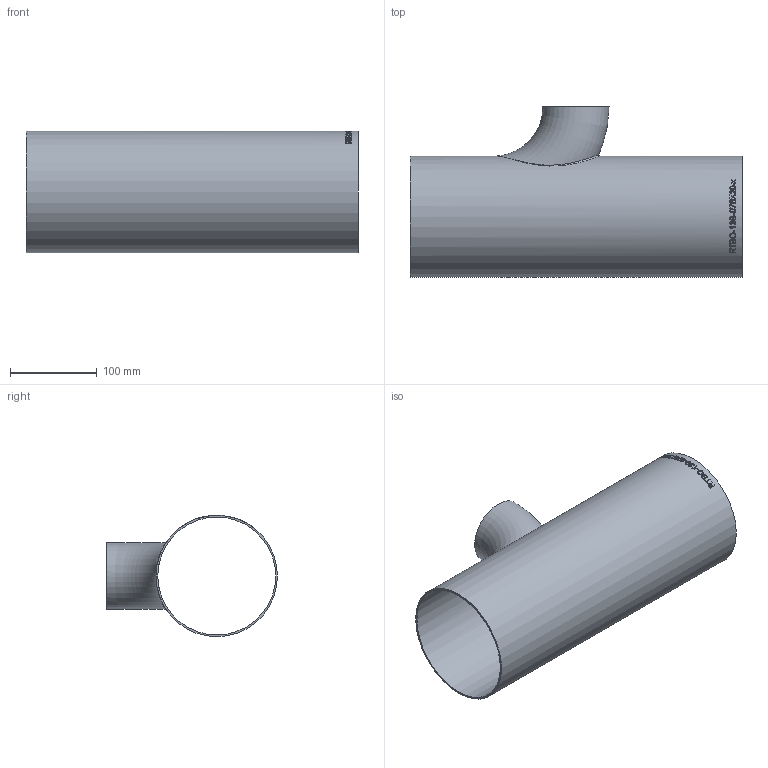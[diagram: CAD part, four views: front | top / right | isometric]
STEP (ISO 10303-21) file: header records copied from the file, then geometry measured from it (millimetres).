
FILE_DESCRIPTION (( 'STEP AP214' ), '1' );
FILE_NAME ('RTBO-139-076X20-x T-Bogen reduziert 2005.STEP', '2020-05-22T08:36:04', ( '' ), ( '' ), 'SwSTEP 2.0', 'SolidWorks 2019', '' );
FILE_SCHEMA (( 'AUTOMOTIVE_DESIGN' ));
Length unit declared in the file: millimetre
Products named in the file (1): RTBO-139-076X20-x T-Bogen reduziert 2005
Bounding box: 382 x 196.65 x 139.7 mm (x, y, z)
Volume: 357905.4 mm3; surface area: 353712.2 mm2
Topology: 1 solids, 1 shells, 226 faces, 595 edges, 397 vertices
Faces by surface type: bspline 135, plane 62, cylinder 27, torus 2
Full cylindrical faces by diameter (mm): 135.7 x1, 139.7 x1
Entity records: 37610 total; most frequent: CARTESIAN_POINT 30875, ORIENTED_EDGE 1172, EDGE_CURVE 586, DIRECTION 429, B_SPLINE_CURVE_WITH_KNOTS 421, VERTEX_POINT 394, EDGE_LOOP 262, FACE_OUTER_BOUND 232
